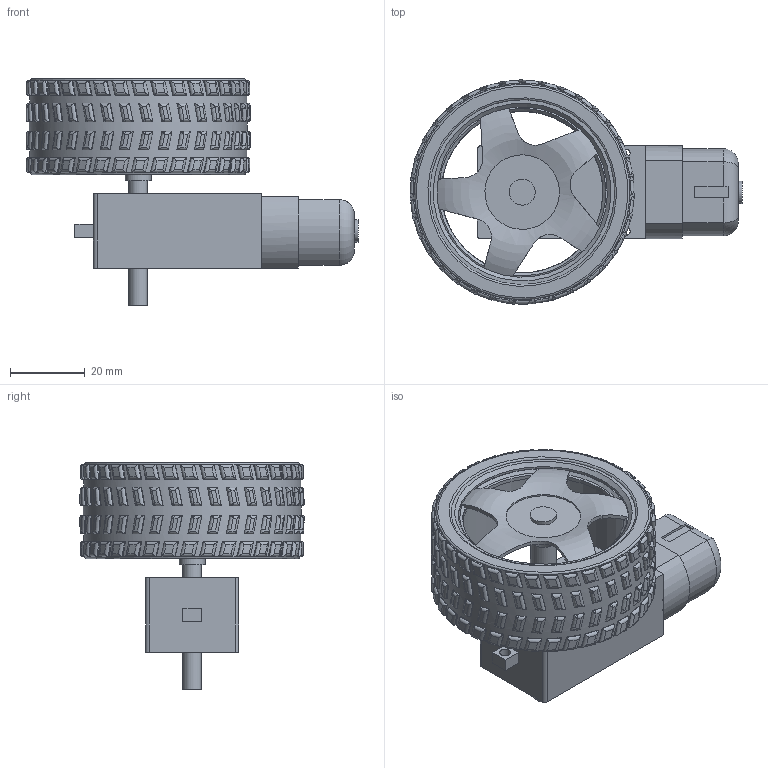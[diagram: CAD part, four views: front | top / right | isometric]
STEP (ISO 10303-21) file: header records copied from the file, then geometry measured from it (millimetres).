
FILE_DESCRIPTION(('CAx-IF Rec.Pracs.---Model Styling and Organization---1.5---2016-08-15','CAx-IF Rec.Pracs.---Geometric and Assembly Validation Properties---4.4---2016-08-17','CAx-IF Rec.Pracs.---User Defined Attributes---1.5---2016-08-15','CAx-IF Rec.Pracs.---External References---2.1---2005-01-19'),'2;1');
FILE_NAME('wheel+motor.stp','2024-02-14T00:42:18',('Unspecified'),('Unspecified'),'CAD Exchanger 3.24.0 (cadexchanger.com)','Unspecified','');
FILE_SCHEMA(('AP242_MANAGED_MODEL_BASED_3D_ENGINEERING_MIM_LF { 1 0 10303 442 1 1 4 }'));
Length unit declared in the file: millimetre
Products named in the file (5): wheel+motor; motor assembly; motor; shaft motor; wheel
Assembly tree (4 placements, depth 3):
  wheel+motor
    motor assembly
      motor
      shaft motor
    wheel
Bounding box: 89.1 x 60.21 x 60.9 mm (x, y, z)
Volume: 61792.7 mm3; surface area: 29731.8 mm2
Topology: 3 solids, 6 shells, 1507 faces, 3410 edges, 2061 vertices
Faces by surface type: plane 755, cylinder 593, bspline 140, torus 9, cone 9, revolution 1
Full cylindrical faces by diameter (mm): 2 x2, 3 x1, 5 x3, 6 x1, 7 x2, 20 x1, 43.273 x1, 45.708 x3, 47.708 x3, 47.737 x3
Entity records: 62009 total; most frequent: CARTESIAN_POINT 17842, ORIENTED_EDGE 6820, DIRECTION 6573, EDGE_CURVE 3410, AXIS2_PLACEMENT_3D 2440, VERTEX_POINT 2061, LINE 1692, VECTOR 1692
